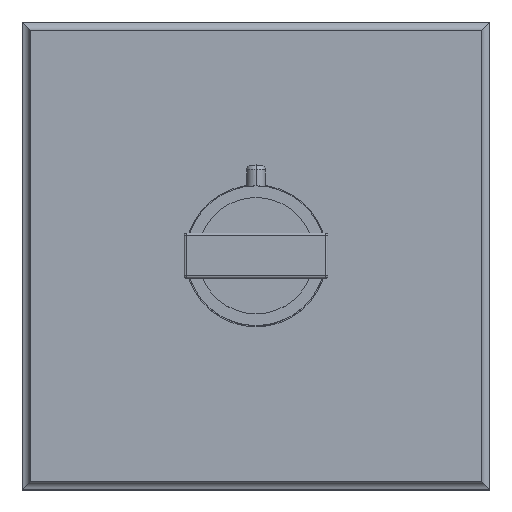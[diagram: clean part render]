
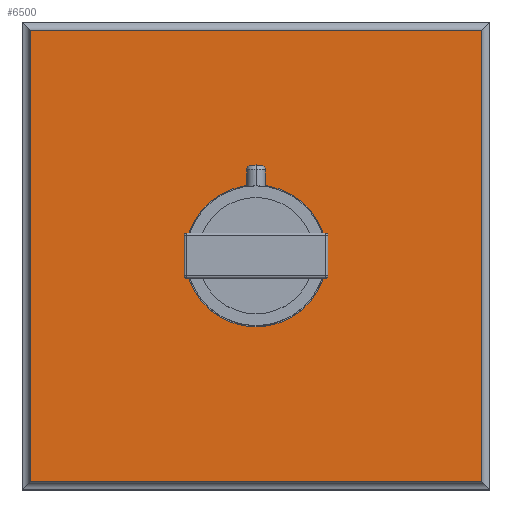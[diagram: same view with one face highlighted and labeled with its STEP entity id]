
A CAD part, top view. The second image highlights one B-rep face of the part: STEP entity #6500.
In plain terms, the highlighted planar face has unit normal (0, 0, 1).
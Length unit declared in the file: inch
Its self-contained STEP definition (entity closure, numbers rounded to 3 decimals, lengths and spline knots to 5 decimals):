
#2=DIRECTION('',(0.,-1.,0.));
#3=VECTOR('',#2,6.27);
#4=CARTESIAN_POINT('',(-3.135,3.135,0.313));
#5=LINE('',#4,#3);
#6=CARTESIAN_POINT('',(0.,0.,0.313));
#7=DIRECTION('',(0.,0.,-1.));
#8=DIRECTION('',(-1.,0.,0.));
#9=AXIS2_PLACEMENT_3D('',#6,#7,#8);
#11=CARTESIAN_POINT('',(0.,0.,0.313));
#12=DIRECTION('',(0.,0.,-1.));
#13=DIRECTION('',(1.,0.,0.));
#14=AXIS2_PLACEMENT_3D('',#11,#12,#13);
#16=DIRECTION('',(-1.,0.,0.));
#17=VECTOR('',#16,6.27);
#18=CARTESIAN_POINT('',(3.135,3.135,0.313));
#19=LINE('',#18,#17);
#98=DIRECTION('',(1.,0.,0.));
#99=VECTOR('',#98,6.27);
#100=CARTESIAN_POINT('',(-3.135,-3.135,0.313));
#101=LINE('',#100,#99);
#123=DIRECTION('',(0.,1.,0.));
#124=VECTOR('',#123,6.27);
#125=CARTESIAN_POINT('',(3.135,-3.135,0.313));
#126=LINE('',#125,#124);
#5414=CARTESIAN_POINT('',(-3.135,3.135,0.313));
#5415=CARTESIAN_POINT('',(-3.135,-3.135,0.313));
#5416=VERTEX_POINT('',#5414);
#5417=VERTEX_POINT('',#5415);
#5422=CARTESIAN_POINT('',(3.135,-3.135,0.313));
#5423=VERTEX_POINT('',#5422);
#5426=CARTESIAN_POINT('',(3.135,3.135,0.313));
#5427=VERTEX_POINT('',#5426);
#5434=CARTESIAN_POINT('',(-0.985,0.,0.313));
#5435=CARTESIAN_POINT('',(0.985,0.,0.313));
#5436=VERTEX_POINT('',#5434);
#5437=VERTEX_POINT('',#5435);
#6480=CARTESIAN_POINT('',(0.,0.,0.313));
#6481=DIRECTION('',(0.,0.,1.));
#6482=DIRECTION('',(1.,0.,0.));
#6483=AXIS2_PLACEMENT_3D('',#6480,#6481,#6482);
#6484=PLANE('',#6483);
#6485=ORIENTED_EDGE('',*,*,#6469,.F.);
#6487=ORIENTED_EDGE('',*,*,#6486,.F.);
#6489=ORIENTED_EDGE('',*,*,#6488,.F.);
#6491=ORIENTED_EDGE('',*,*,#6490,.F.);
#6492=EDGE_LOOP('',(#6485,#6487,#6489,#6491));
#6493=FACE_OUTER_BOUND('',#6492,.F.);
#6495=ORIENTED_EDGE('',*,*,#6494,.F.);
#6497=ORIENTED_EDGE('',*,*,#6496,.F.);
#6498=EDGE_LOOP('',(#6495,#6497));
#6499=FACE_BOUND('',#6498,.F.);
#6500=ADVANCED_FACE('',(#6493,#6499),#6484,.T.);
#10=CIRCLE('',#9,0.985);
#15=CIRCLE('',#14,0.985);
#6469=EDGE_CURVE('',#5416,#5417,#5,.T.);
#6486=EDGE_CURVE('',#5427,#5416,#19,.T.);
#6488=EDGE_CURVE('',#5423,#5427,#126,.T.);
#6490=EDGE_CURVE('',#5417,#5423,#101,.T.);
#6494=EDGE_CURVE('',#5436,#5437,#10,.T.);
#6496=EDGE_CURVE('',#5437,#5436,#15,.T.);
